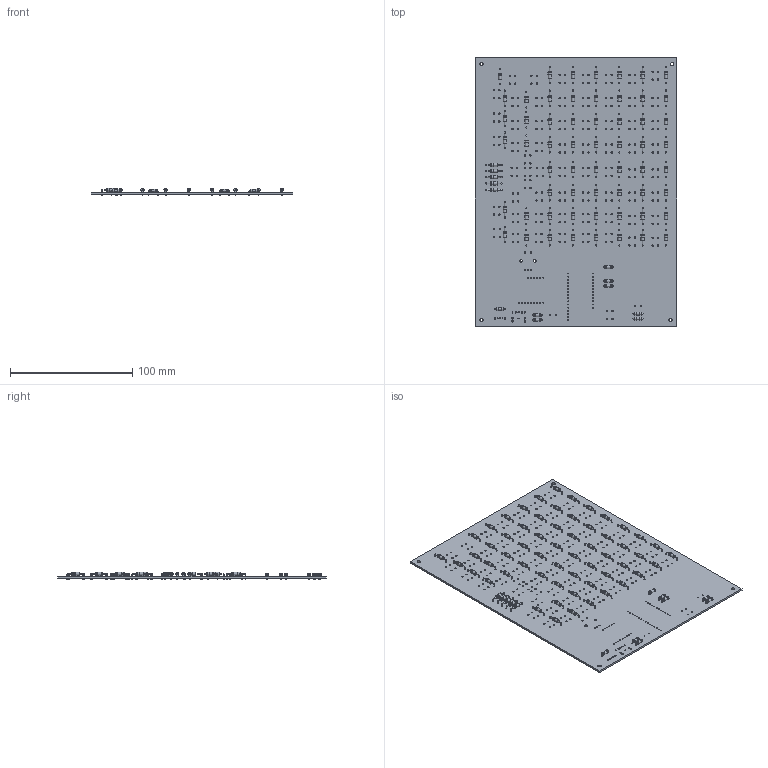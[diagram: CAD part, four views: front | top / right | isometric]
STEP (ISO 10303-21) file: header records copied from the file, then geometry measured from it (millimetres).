
FILE_DESCRIPTION(('KiCad electronic assembly'),'2;1');
FILE_NAME('calcvox-rounded.step','2023-11-24T11:27:33',('Pcbnew'),( 'Kicad'),'Open CASCADE STEP processor 7.7','KiCad to STEP converter' ,'Unknown');
FILE_SCHEMA(('AUTOMOTIVE_DESIGN { 1 0 10303 214 1 1 1 1 }'));
Length unit declared in the file: millimetre
Products named in the file (6): calcvox-rounded 1; D_A-405_P12.70mm_Horizontal; SOLID; R_Axial_DIN0207_L6.3mm_D2.5mm_P7.62mm_Horizontal; _autosave-calcvox-rounded PCB
Assembly tree (75 placements, depth 3):
  calcvox-rounded 1
    D_A-405_P12.70mm_Horizontal  x64
      SOLID
    R_Axial_DIN0207_L6.3mm_D2.5mm_P7.62mm_Horizontal  x8
      SOLID
    _autosave-calcvox-rounded PCB
Bounding box: 165.1 x 219.71 x 6.21 mm (x, y, z)
Volume: 59101.7 mm3; surface area: 81401.2 mm2
Topology: 73 solids, 73 shells, 1650 faces, 3360 edges, 2144 vertices
Faces by surface type: cylinder 960, plane 530, torus 160
Full cylindrical faces by diameter (mm): 0.6 x272, 0.762 x47, 0.8 x19, 0.9 x128, 1 x5, 1.1 x260, 1.2 x5, 1.5 x2, 2.2 x2, 2.25 x8, 2.5 x16, 2.7 x132, 2.72 x64
Entity records: 49747 total; most frequent: CARTESIAN_POINT 14138, DIRECTION 6436, ORIENTED_EDGE 3500, PCURVE 3500, DEFINITIONAL_REPRESENTATION 3500, LINE 3122, VECTOR 3122, EDGE_CURVE 1750
